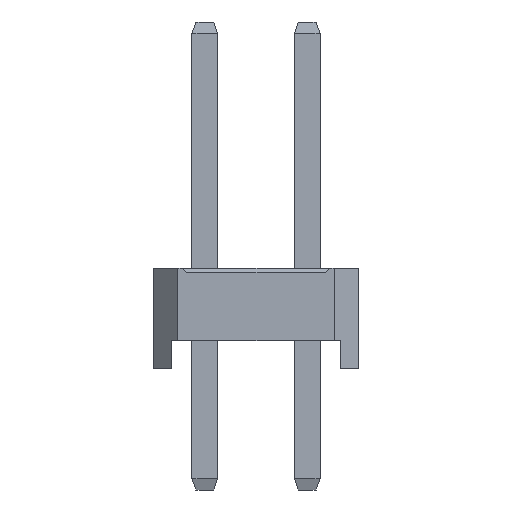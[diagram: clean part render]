
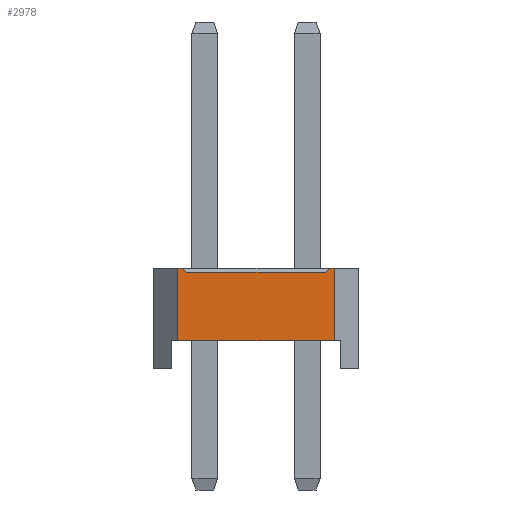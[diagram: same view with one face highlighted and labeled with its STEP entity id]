
A CAD part, left-side view. The second image highlights one B-rep face of the part: STEP entity #2978.
In plain terms, the highlighted planar face has unit normal (-1, 0, 0).
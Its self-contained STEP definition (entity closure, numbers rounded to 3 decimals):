
#2978=ADVANCED_FACE('',(#12238),#12240,.T.);
#12238=FACE_BOUND('',#12239,.T.);
#12239=EDGE_LOOP('',(#19485,#19486,#19487,#19488,#19489,#19490,#19491,#19492));
#12240=PLANE('',#12241);
#12241=AXIS2_PLACEMENT_3D('',#12242,#12243,#12244);
#12242=CARTESIAN_POINT('',(-1.27,3.21,0.));
#12243=DIRECTION('',(-1.,0.,0.));
#12244=DIRECTION('',(0.,-1.,0.));
#19485=ORIENTED_EDGE('',*,*,#23998,.F.);
#19486=ORIENTED_EDGE('',*,*,#23999,.T.);
#19487=ORIENTED_EDGE('',*,*,#24000,.F.);
#19488=ORIENTED_EDGE('',*,*,#23030,.F.);
#19489=ORIENTED_EDGE('',*,*,#24001,.F.);
#19490=ORIENTED_EDGE('',*,*,#22672,.T.);
#19491=ORIENTED_EDGE('',*,*,#23997,.T.);
#19492=ORIENTED_EDGE('',*,*,#23034,.F.);
#22672=EDGE_CURVE('',#25256,#25254,#25257,.T.);
#23030=EDGE_CURVE('',#25970,#25972,#25973,.T.);
#23034=EDGE_CURVE('',#25978,#25980,#25981,.T.);
#23997=EDGE_CURVE('',#25254,#25980,#27581,.T.);
#23998=EDGE_CURVE('',#27582,#25978,#27583,.F.);
#23999=EDGE_CURVE('',#27582,#27584,#27585,.T.);
#24000=EDGE_CURVE('',#25972,#27584,#27586,.F.);
#24001=EDGE_CURVE('',#25256,#25970,#27587,.T.);
#25254=VERTEX_POINT('',#29446);
#25256=VERTEX_POINT('',#29450);
#25257=LINE('',#29451,#29452);
#25970=VERTEX_POINT('',#30878);
#25972=VERTEX_POINT('',#30882);
#25973=LINE('',#30883,#30884);
#25978=VERTEX_POINT('',#30894);
#25980=VERTEX_POINT('',#30898);
#25981=LINE('',#30899,#30900);
#27581=LINE('',#34425,#34426);
#27582=VERTEX_POINT('',#34428);
#27583=LINE('',#34429,#34430);
#27584=VERTEX_POINT('',#34432);
#27585=LINE('',#34433,#34434);
#27586=LINE('',#34436,#34437);
#27587=LINE('',#34439,#34440);
#29446=CARTESIAN_POINT('',(-1.27,-0.67,0.7));
#29450=CARTESIAN_POINT('',(-1.27,3.21,0.7));
#29451=CARTESIAN_POINT('',(-1.27,3.21,0.7));
#29452=VECTOR('',#29453,1.);
#29453=DIRECTION('',(0.,-1.,0.));
#30878=CARTESIAN_POINT('',(-1.27,3.21,2.5));
#30882=CARTESIAN_POINT('',(-1.27,3.09,2.5));
#30883=CARTESIAN_POINT('',(-1.27,3.21,2.5));
#30884=VECTOR('',#30885,1.);
#30885=DIRECTION('',(0.,-1.,0.));
#30894=CARTESIAN_POINT('',(-1.27,-0.55,2.5));
#30898=CARTESIAN_POINT('',(-1.27,-0.67,2.5));
#30899=CARTESIAN_POINT('',(-1.27,-0.55,2.5));
#30900=VECTOR('',#30901,1.);
#30901=DIRECTION('',(0.,-1.,0.));
#34425=CARTESIAN_POINT('',(-1.27,-0.67,0.7));
#34426=VECTOR('',#34427,1.);
#34427=DIRECTION('',(0.,0.,1.));
#34428=CARTESIAN_POINT('',(-1.27,-0.45,2.4));
#34429=CARTESIAN_POINT('',(-1.27,-0.55,2.5));
#34430=VECTOR('',#34431,1.);
#34431=DIRECTION('',(0.,0.707,-0.707));
#34432=CARTESIAN_POINT('',(-1.27,2.99,2.4));
#34433=CARTESIAN_POINT('',(-1.27,-0.45,2.4));
#34434=VECTOR('',#34435,1.);
#34435=DIRECTION('',(0.,1.,0.));
#34436=CARTESIAN_POINT('',(-1.27,2.99,2.4));
#34437=VECTOR('',#34438,1.);
#34438=DIRECTION('',(0.,0.707,0.707));
#34439=CARTESIAN_POINT('',(-1.27,3.21,0.7));
#34440=VECTOR('',#34441,1.);
#34441=DIRECTION('',(0.,0.,1.));
